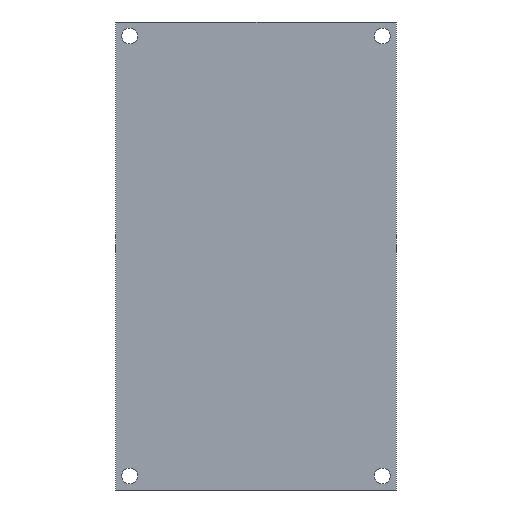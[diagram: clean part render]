
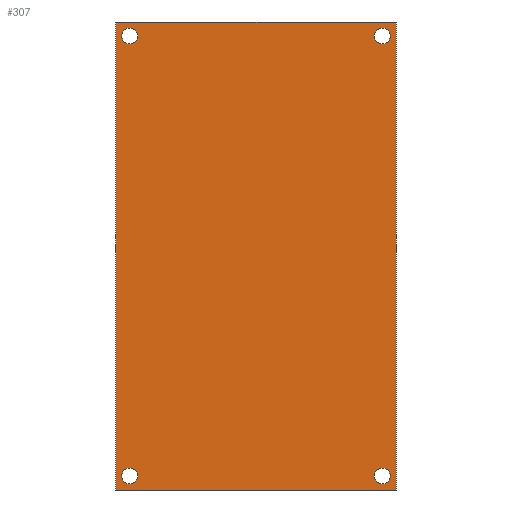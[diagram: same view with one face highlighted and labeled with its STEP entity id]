
A CAD part, front view. The second image highlights one B-rep face of the part: STEP entity #307.
In plain terms, the highlighted planar face has unit normal (0, -1, 0).
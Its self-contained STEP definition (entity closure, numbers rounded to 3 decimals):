
#15=FACE_BOUND('',#69,.T.);
#16=FACE_BOUND('',#70,.T.);
#17=FACE_BOUND('',#71,.T.);
#18=FACE_BOUND('',#72,.T.);
#26=CIRCLE('',#337,1.7);
#29=CIRCLE('',#341,1.7);
#32=CIRCLE('',#345,1.7);
#35=CIRCLE('',#349,1.7);
#53=FACE_OUTER_BOUND('',#68,.T.);
#68=EDGE_LOOP('',(#259,#260,#261,#262));
#69=EDGE_LOOP('',(#263));
#70=EDGE_LOOP('',(#264));
#71=EDGE_LOOP('',(#265));
#72=EDGE_LOOP('',(#266));
#95=LINE('',#501,#123);
#99=LINE('',#509,#127);
#102=LINE('',#515,#130);
#105=LINE('',#520,#133);
#123=VECTOR('',#418,10.);
#127=VECTOR('',#424,10.);
#130=VECTOR('',#429,10.);
#133=VECTOR('',#434,10.);
#145=VERTEX_POINT('',#471);
#148=VERTEX_POINT('',#479);
#151=VERTEX_POINT('',#487);
#154=VERTEX_POINT('',#495);
#155=VERTEX_POINT('',#499);
#156=VERTEX_POINT('',#500);
#159=VERTEX_POINT('',#508);
#161=VERTEX_POINT('',#514);
#178=EDGE_CURVE('',#145,#145,#26,.T.);
#182=EDGE_CURVE('',#148,#148,#29,.T.);
#186=EDGE_CURVE('',#151,#151,#32,.T.);
#190=EDGE_CURVE('',#154,#154,#35,.T.);
#191=EDGE_CURVE('',#155,#156,#95,.T.);
#195=EDGE_CURVE('',#156,#159,#99,.T.);
#198=EDGE_CURVE('',#159,#161,#102,.T.);
#201=EDGE_CURVE('',#161,#155,#105,.T.);
#259=ORIENTED_EDGE('',*,*,#201,.T.);
#260=ORIENTED_EDGE('',*,*,#191,.T.);
#261=ORIENTED_EDGE('',*,*,#195,.T.);
#262=ORIENTED_EDGE('',*,*,#198,.T.);
#263=ORIENTED_EDGE('',*,*,#178,.T.);
#264=ORIENTED_EDGE('',*,*,#182,.T.);
#265=ORIENTED_EDGE('',*,*,#186,.T.);
#266=ORIENTED_EDGE('',*,*,#190,.T.);
#292=PLANE('',#354);
#307=ADVANCED_FACE('',(#53,#15,#16,#17,#18),#292,.F.);
#337=AXIS2_PLACEMENT_3D('',#473,#387,#388);
#341=AXIS2_PLACEMENT_3D('',#481,#396,#397);
#345=AXIS2_PLACEMENT_3D('',#489,#405,#406);
#349=AXIS2_PLACEMENT_3D('',#497,#414,#415);
#354=AXIS2_PLACEMENT_3D('',#522,#436,#437);
#387=DIRECTION('center_axis',(0.,1.,0.));
#388=DIRECTION('ref_axis',(1.,0.,0.));
#396=DIRECTION('center_axis',(0.,1.,0.));
#397=DIRECTION('ref_axis',(1.,0.,0.));
#405=DIRECTION('center_axis',(0.,1.,0.));
#406=DIRECTION('ref_axis',(1.,0.,0.));
#414=DIRECTION('center_axis',(0.,1.,0.));
#415=DIRECTION('ref_axis',(1.,0.,0.));
#418=DIRECTION('',(0.,0.,-1.));
#424=DIRECTION('',(1.,0.,0.));
#429=DIRECTION('',(0.,0.,1.));
#434=DIRECTION('',(-1.,0.,0.));
#436=DIRECTION('center_axis',(0.,1.,0.));
#437=DIRECTION('ref_axis',(0.,0.,1.));
#471=CARTESIAN_POINT('',(-4.7,0.,-97.));
#473=CARTESIAN_POINT('Origin',(-3.,0.,-97.));
#479=CARTESIAN_POINT('',(-4.7,0.,-3.));
#481=CARTESIAN_POINT('Origin',(-3.,0.,-3.));
#487=CARTESIAN_POINT('',(-58.7,0.,-3.));
#489=CARTESIAN_POINT('Origin',(-57.,0.,-3.));
#495=CARTESIAN_POINT('',(-58.7,0.,-97.));
#497=CARTESIAN_POINT('Origin',(-57.,0.,-97.));
#499=CARTESIAN_POINT('',(-60.,0.,0.));
#500=CARTESIAN_POINT('',(-60.,0.,-100.));
#501=CARTESIAN_POINT('',(-60.,0.,0.));
#508=CARTESIAN_POINT('',(0.,0.,-100.));
#509=CARTESIAN_POINT('',(-60.,0.,-100.));
#514=CARTESIAN_POINT('',(0.,0.,0.));
#515=CARTESIAN_POINT('',(0.,0.,-100.));
#520=CARTESIAN_POINT('',(0.,0.,0.));
#522=CARTESIAN_POINT('Origin',(-30.,0.,-50.));
